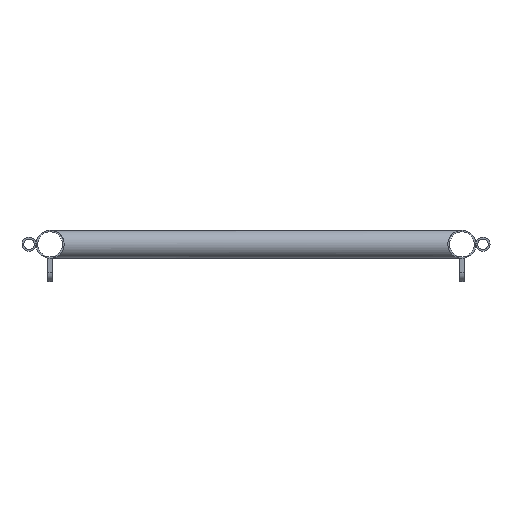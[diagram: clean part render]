
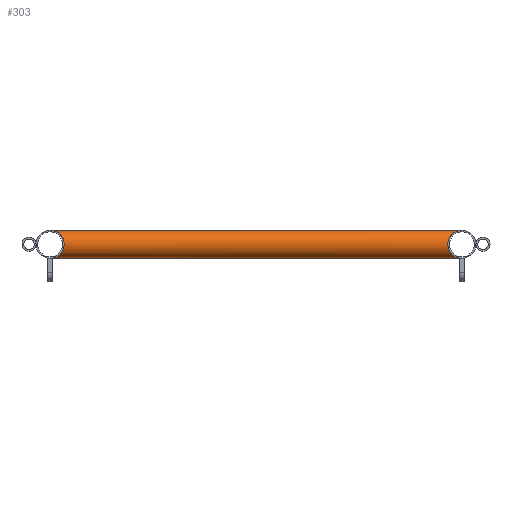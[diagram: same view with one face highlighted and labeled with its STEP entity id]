
A CAD part, front view. The second image highlights one B-rep face of the part: STEP entity #303.
In plain terms, the highlighted cylindrical face has radius 19.05 mm (diameter 38.1 mm), a full revolution.
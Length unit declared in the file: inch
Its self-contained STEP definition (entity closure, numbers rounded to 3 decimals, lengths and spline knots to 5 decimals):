
#69=ELLIPSE('',#399,1.06066,0.75);
#70=ELLIPSE('',#400,1.06066,0.75);
#71=ELLIPSE('',#401,1.06066,0.75);
#72=ELLIPSE('',#402,1.06066,0.75);
#87=CYLINDRICAL_SURFACE('',#398,0.75);
#106=FACE_BOUND('',#145,.T.);
#121=FACE_OUTER_BOUND('',#144,.T.);
#144=EDGE_LOOP('',(#242,#243));
#145=EDGE_LOOP('',(#244,#245));
#186=VERTEX_POINT('',#560);
#187=VERTEX_POINT('',#561);
#188=VERTEX_POINT('',#564);
#189=VERTEX_POINT('',#565);
#210=EDGE_CURVE('',#186,#187,#69,.T.);
#211=EDGE_CURVE('',#186,#187,#70,.T.);
#212=EDGE_CURVE('',#188,#189,#71,.T.);
#213=EDGE_CURVE('',#188,#189,#72,.T.);
#242=ORIENTED_EDGE('',*,*,#210,.T.);
#243=ORIENTED_EDGE('',*,*,#211,.F.);
#244=ORIENTED_EDGE('',*,*,#212,.T.);
#245=ORIENTED_EDGE('',*,*,#213,.F.);
#303=ADVANCED_FACE('',(#121,#106),#87,.T.);
#398=AXIS2_PLACEMENT_3D('',#559,#458,#459);
#399=AXIS2_PLACEMENT_3D('',#562,#460,#461);
#400=AXIS2_PLACEMENT_3D('',#563,#462,#463);
#401=AXIS2_PLACEMENT_3D('',#566,#464,#465);
#402=AXIS2_PLACEMENT_3D('',#567,#466,#467);
#458=DIRECTION('center_axis',(1.,0.,0.));
#459=DIRECTION('ref_axis',(0.,-1.,0.));
#460=DIRECTION('center_axis',(0.707,0.707,0.));
#461=DIRECTION('ref_axis',(0.707,-0.707,0.));
#462=DIRECTION('center_axis',(-0.707,0.707,0.));
#463=DIRECTION('ref_axis',(-0.707,-0.707,0.));
#464=DIRECTION('center_axis',(-0.707,0.707,0.));
#465=DIRECTION('ref_axis',(-0.707,-0.707,0.));
#466=DIRECTION('center_axis',(0.707,0.707,0.));
#467=DIRECTION('ref_axis',(0.707,-0.707,0.));
#559=CARTESIAN_POINT('Origin',(-11.,0.,0.));
#560=CARTESIAN_POINT('',(-11.,0.,0.75));
#561=CARTESIAN_POINT('',(-11.,0.,-0.75));
#562=CARTESIAN_POINT('Origin',(-11.,0.,0.));
#563=CARTESIAN_POINT('Origin',(-11.,0.,0.));
#564=CARTESIAN_POINT('',(11.,0.,-0.75));
#565=CARTESIAN_POINT('',(11.,0.,0.75));
#566=CARTESIAN_POINT('Origin',(11.,0.,0.));
#567=CARTESIAN_POINT('Origin',(11.,0.,0.));
